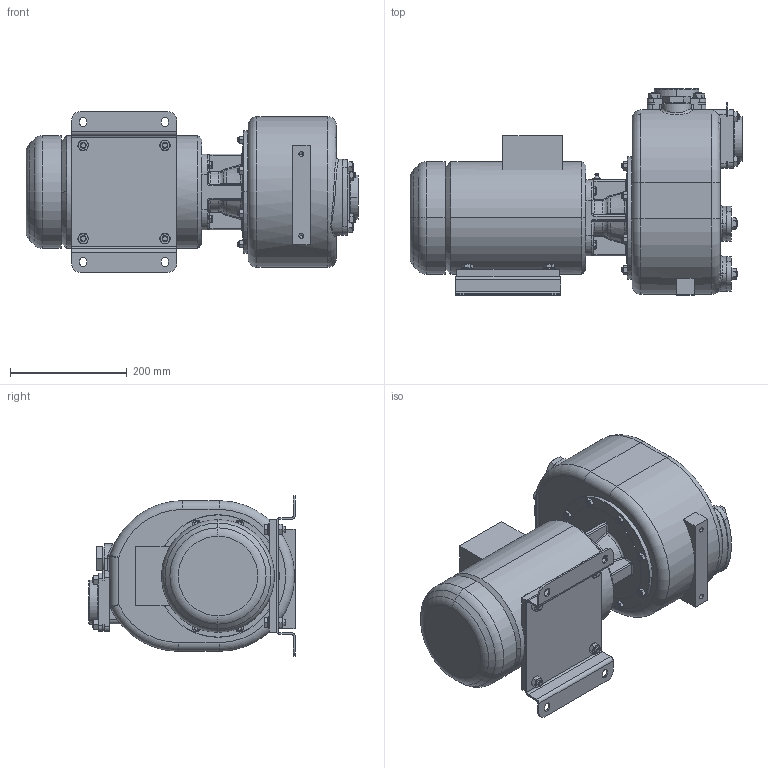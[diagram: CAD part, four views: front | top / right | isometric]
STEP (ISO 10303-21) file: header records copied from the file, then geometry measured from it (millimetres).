
FILE_DESCRIPTION((''),'2;1');
FILE_NAME('S_60_T_SW0001','2016-06-15T',('Amenduni'),(''),'CREO PARAMETRIC BY PTC INC, 2015290','CREO PARAMETRIC BY PTC INC, 2015290','');
FILE_SCHEMA(('CONFIG_CONTROL_DESIGN'));
Products named in the file (1): S_60_T_SW0001
Bounding box: 568.5 x 353 x 275 mm (x, y, z)
Volume: 21673609.1 mm3; surface area: 754912.7 mm2
Topology: 1 solids, 1 shells, 1271 faces, 2881 edges, 1712 vertices
Faces by surface type: plane 444, cone 432, cylinder 280, torus 58, bspline 51, extrusion 4, sphere 2
Entity records: 51254 total; most frequent: CARTESIAN_POINT 23882, ORIENTED_EDGE 5754, DIRECTION 5582, EDGE_CURVE 2877, AXIS2_PLACEMENT_3D 2351, VERTEX_POINT 1712, EDGE_LOOP 1399, FACE_OUTER_BOUND 1271
